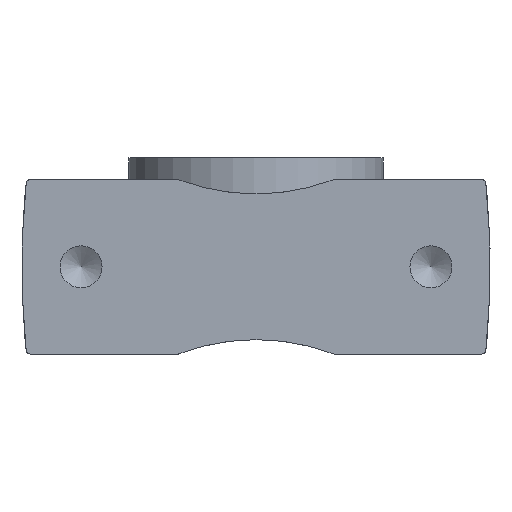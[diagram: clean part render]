
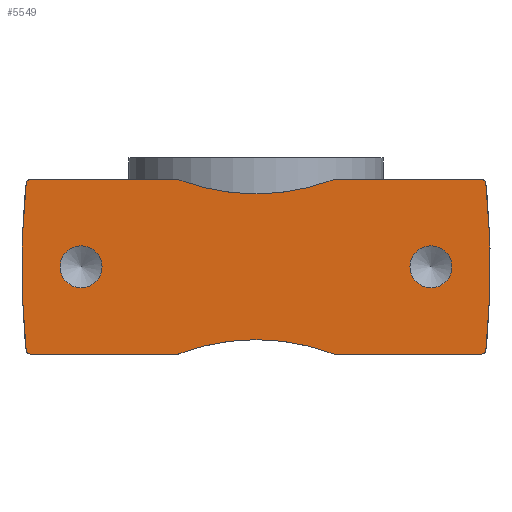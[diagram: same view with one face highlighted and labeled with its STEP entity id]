
A CAD part, front view. The second image highlights one B-rep face of the part: STEP entity #5549.
In plain terms, the highlighted face is planar.
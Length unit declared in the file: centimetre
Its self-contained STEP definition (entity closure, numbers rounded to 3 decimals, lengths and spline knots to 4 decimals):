
#99=CARTESIAN_POINT('',(-0.4572,-3.81,0.));
#100=VERTEX_POINT('',#99);
#110=CARTESIAN_POINT('',(0.4572,-3.81,0.));
#111=VERTEX_POINT('',#110);
#112=CARTESIAN_POINT('',(0.,-3.81,0.));
#113=DIRECTION('',(0.,0.,1.));
#114=DIRECTION('',(1.,0.,-0.));
#115=AXIS2_PLACEMENT_3D('',#112,#113,#114);
#116=CIRCLE('',#115,0.4572);
#117=EDGE_CURVE('',#111,#100,#116,.T.);
#119=CARTESIAN_POINT('',(0.,-3.81,0.));
#120=DIRECTION('',(0.,0.,1.));
#121=DIRECTION('',(1.,0.,-0.));
#122=AXIS2_PLACEMENT_3D('',#119,#120,#121);
#123=CIRCLE('',#122,0.4572);
#124=EDGE_CURVE('',#100,#111,#123,.T.);
#169=CARTESIAN_POINT('',(-0.4572,3.81,0.));
#170=VERTEX_POINT('',#169);
#180=CARTESIAN_POINT('',(0.4572,3.81,0.));
#181=VERTEX_POINT('',#180);
#182=CARTESIAN_POINT('',(0.,3.81,0.));
#183=DIRECTION('',(0.,0.,1.));
#184=DIRECTION('',(1.,0.,-0.));
#185=AXIS2_PLACEMENT_3D('',#182,#183,#184);
#186=CIRCLE('',#185,0.4572);
#187=EDGE_CURVE('',#181,#170,#186,.T.);
#189=CARTESIAN_POINT('',(0.,3.81,0.));
#190=DIRECTION('',(0.,0.,1.));
#191=DIRECTION('',(1.,0.,-0.));
#192=AXIS2_PLACEMENT_3D('',#189,#190,#191);
#193=CIRCLE('',#192,0.4572);
#194=EDGE_CURVE('',#170,#181,#193,.T.);
#2534=CARTESIAN_POINT('',(1.8203,5.0053,0.));
#2535=VERTEX_POINT('',#2534);
#2542=CARTESIAN_POINT('',(-1.8203,5.0053,0.));
#2543=VERTEX_POINT('',#2542);
#2544=CARTESIAN_POINT('',(0.,-12.444,0.));
#2545=DIRECTION('',(0.,0.,-1.));
#2546=DIRECTION('',(-1.,0.,0.));
#2547=AXIS2_PLACEMENT_3D('',#2544,#2545,#2546);
#2548=CIRCLE('',#2547,17.544);
#2549=EDGE_CURVE('',#2543,#2535,#2548,.T.);
#2977=CARTESIAN_POINT('',(1.9,4.9169,0.));
#2978=VERTEX_POINT('',#2977);
#2985=CARTESIAN_POINT('',(1.8111,4.9169,0.));
#2986=DIRECTION('',(0.,-0.,1.));
#2987=DIRECTION('',(0.743,0.669,0.));
#2988=AXIS2_PLACEMENT_3D('',#2985,#2986,#2987);
#2989=CIRCLE('',#2988,0.0889);
#2990=EDGE_CURVE('',#2978,#2535,#2989,.T.);
#3002=CARTESIAN_POINT('',(1.9,1.7,0.));
#3003=VERTEX_POINT('',#3002);
#3010=CARTESIAN_POINT('',(1.9,12349.9968,0.));
#3011=DIRECTION('',(0.,-1.,0.));
#3012=VECTOR('',#3011,24690.);
#3013=LINE('',#3010,#3012);
#3014=EDGE_CURVE('',#2978,#3003,#3013,.T.);
#3027=CARTESIAN_POINT('',(1.5863,0.,0.));
#3028=VERTEX_POINT('',#3027);
#3110=CARTESIAN_POINT('',(1.9,-1.7,0.));
#3111=VERTEX_POINT('',#3110);
#3118=CARTESIAN_POINT('',(6.3488,0.,0.));
#3119=DIRECTION('',(0.,0.,1.));
#3120=DIRECTION('',(1.,0.,-0.));
#3121=AXIS2_PLACEMENT_3D('',#3118,#3119,#3120);
#3122=CIRCLE('',#3121,4.7625);
#3123=EDGE_CURVE('',#3028,#3111,#3122,.T.);
#3525=CARTESIAN_POINT('',(-1.5863,-0.,0.));
#3526=VERTEX_POINT('',#3525);
#3563=CARTESIAN_POINT('',(-1.9,1.7,0.));
#3564=VERTEX_POINT('',#3563);
#3571=CARTESIAN_POINT('',(-6.3488,0.,0.));
#3572=DIRECTION('',(0.,0.,1.));
#3573=DIRECTION('',(-1.,0.,0.));
#3574=AXIS2_PLACEMENT_3D('',#3571,#3572,#3573);
#3575=CIRCLE('',#3574,4.7625);
#3576=EDGE_CURVE('',#3526,#3564,#3575,.T.);
#3587=CARTESIAN_POINT('',(-1.9,4.9169,0.));
#3588=VERTEX_POINT('',#3587);
#3595=CARTESIAN_POINT('',(-1.9,12349.9968,0.));
#3596=DIRECTION('',(0.,-1.,0.));
#3597=VECTOR('',#3596,24690.);
#3598=LINE('',#3595,#3597);
#3599=EDGE_CURVE('',#3588,#3564,#3598,.T.);
#3612=CARTESIAN_POINT('',(-1.8111,4.9169,0.));
#3613=DIRECTION('',(0.,0.,1.));
#3614=DIRECTION('',(-0.743,0.669,0.));
#3615=AXIS2_PLACEMENT_3D('',#3612,#3613,#3614);
#3616=CIRCLE('',#3615,0.0889);
#3617=EDGE_CURVE('',#2543,#3588,#3616,.T.);
#4919=CARTESIAN_POINT('',(1.9,-4.9169,0.));
#4920=VERTEX_POINT('',#4919);
#4927=CARTESIAN_POINT('',(1.9,12349.9968,0.));
#4928=DIRECTION('',(0.,-1.,0.));
#4929=VECTOR('',#4928,24690.);
#4930=LINE('',#4927,#4929);
#4931=EDGE_CURVE('',#3111,#4920,#4930,.T.);
#4943=CARTESIAN_POINT('',(1.8203,-5.0053,0.));
#4944=VERTEX_POINT('',#4943);
#4951=CARTESIAN_POINT('',(1.8111,-4.9169,0.));
#4952=DIRECTION('',(0.,0.,1.));
#4953=DIRECTION('',(0.743,-0.669,0.));
#4954=AXIS2_PLACEMENT_3D('',#4951,#4952,#4953);
#4955=CIRCLE('',#4954,0.0889);
#4956=EDGE_CURVE('',#4944,#4920,#4955,.T.);
#5437=CARTESIAN_POINT('',(-1.8203,-5.0053,0.));
#5438=VERTEX_POINT('',#5437);
#5445=CARTESIAN_POINT('',(-0.,12.444,0.));
#5446=DIRECTION('',(0.,0.,-1.));
#5447=DIRECTION('',(1.,0.,0.));
#5448=AXIS2_PLACEMENT_3D('',#5445,#5446,#5447);
#5449=CIRCLE('',#5448,17.544);
#5450=EDGE_CURVE('',#4944,#5438,#5449,.T.);
#5465=CARTESIAN_POINT('',(-1.9,-4.9169,0.));
#5466=VERTEX_POINT('',#5465);
#5473=CARTESIAN_POINT('',(-1.8111,-4.9169,0.));
#5474=DIRECTION('',(0.,0.,1.));
#5475=DIRECTION('',(-0.743,-0.669,0.));
#5476=AXIS2_PLACEMENT_3D('',#5473,#5474,#5475);
#5477=CIRCLE('',#5476,0.0889);
#5478=EDGE_CURVE('',#5466,#5438,#5477,.T.);
#5490=CARTESIAN_POINT('',(-1.9,-1.7,0.));
#5491=VERTEX_POINT('',#5490);
#5498=CARTESIAN_POINT('',(-1.9,12349.9968,0.));
#5499=DIRECTION('',(0.,-1.,0.));
#5500=VECTOR('',#5499,24690.);
#5501=LINE('',#5498,#5500);
#5502=EDGE_CURVE('',#5491,#5466,#5501,.T.);
#5508=CARTESIAN_POINT('',(0.9431,2.5272,0.));
#5509=DIRECTION('',(0.,0.,1.));
#5510=DIRECTION('',(1.,0.,0.));
#5511=AXIS2_PLACEMENT_3D('',#5508,#5509,#5510);
#5512=PLANE('',#5511);
#5513=ORIENTED_EDGE('',*,*,#117,.T.);
#5514=ORIENTED_EDGE('',*,*,#124,.T.);
#5515=EDGE_LOOP('',(#5513,#5514));
#5516=FACE_BOUND('',#5515,.T.);
#5517=ORIENTED_EDGE('',*,*,#187,.T.);
#5518=ORIENTED_EDGE('',*,*,#194,.T.);
#5519=EDGE_LOOP('',(#5517,#5518));
#5520=FACE_BOUND('',#5519,.T.);
#5521=ORIENTED_EDGE('',*,*,#5478,.F.);
#5522=ORIENTED_EDGE('',*,*,#5502,.F.);
#5523=CARTESIAN_POINT('',(-6.3488,0.,0.));
#5524=DIRECTION('',(0.,0.,1.));
#5525=DIRECTION('',(-1.,0.,0.));
#5526=AXIS2_PLACEMENT_3D('',#5523,#5524,#5525);
#5527=CIRCLE('',#5526,4.7625);
#5528=EDGE_CURVE('',#5491,#3526,#5527,.T.);
#5529=ORIENTED_EDGE('',*,*,#5528,.T.);
#5530=ORIENTED_EDGE('',*,*,#3576,.T.);
#5531=ORIENTED_EDGE('',*,*,#3599,.F.);
#5532=ORIENTED_EDGE('',*,*,#3617,.F.);
#5533=ORIENTED_EDGE('',*,*,#2549,.T.);
#5534=ORIENTED_EDGE('',*,*,#2990,.F.);
#5535=ORIENTED_EDGE('',*,*,#3014,.T.);
#5536=CARTESIAN_POINT('',(6.3488,0.,0.));
#5537=DIRECTION('',(0.,0.,1.));
#5538=DIRECTION('',(1.,0.,-0.));
#5539=AXIS2_PLACEMENT_3D('',#5536,#5537,#5538);
#5540=CIRCLE('',#5539,4.7625);
#5541=EDGE_CURVE('',#3003,#3028,#5540,.T.);
#5542=ORIENTED_EDGE('',*,*,#5541,.T.);
#5543=ORIENTED_EDGE('',*,*,#3123,.T.);
#5544=ORIENTED_EDGE('',*,*,#4931,.T.);
#5545=ORIENTED_EDGE('',*,*,#4956,.F.);
#5546=ORIENTED_EDGE('',*,*,#5450,.T.);
#5547=EDGE_LOOP('',(#5521,#5522,#5529,#5530,#5531,#5532,#5533,#5534,#5535,#5542,#5543,#5544,#5545,#5546));
#5548=FACE_BOUND('',#5547,.T.);
#5549=ADVANCED_FACE('',(#5516,#5520,#5548),#5512,.F.);
